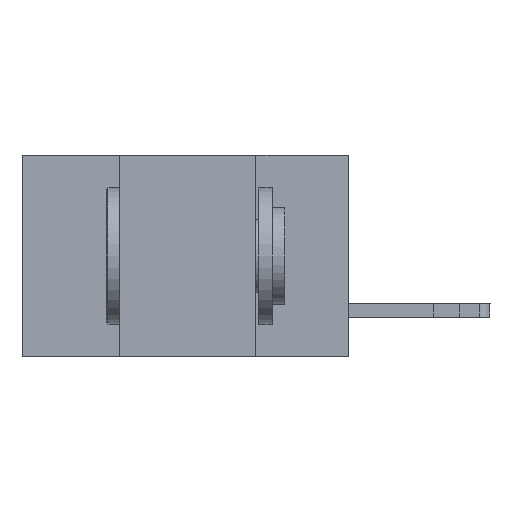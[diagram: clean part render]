
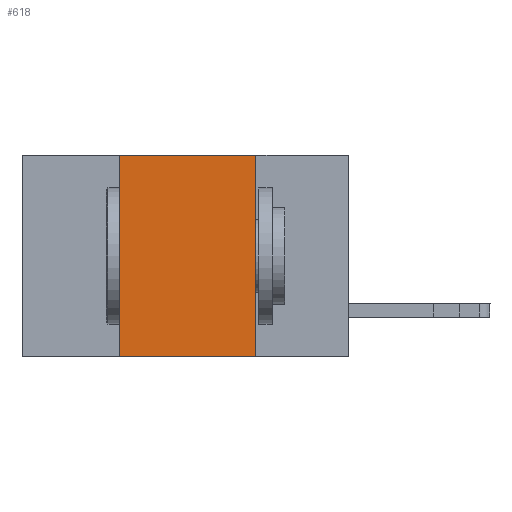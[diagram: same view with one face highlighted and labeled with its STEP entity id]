
A CAD part, left-side view. The second image highlights one B-rep face of the part: STEP entity #618.
In plain terms, the highlighted planar face has unit normal (-1, 0, 0).
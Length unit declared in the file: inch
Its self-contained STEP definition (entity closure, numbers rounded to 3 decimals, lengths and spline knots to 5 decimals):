
#575 = CARTESIAN_POINT ( 'NONE',  ( 0., 0.17, 0. ) ) ;
#597 = DIRECTION ( 'NONE',  ( 0., -1., 0. ) ) ;
#618 = ADVANCED_FACE ( 'NONE', ( #10687 ), #10536, .F. ) ;
#758 = ORIENTED_EDGE ( 'NONE', *, *, #3441, .F. ) ;
#1025 = CARTESIAN_POINT ( 'NONE',  ( 0., 0.42, 0. ) ) ;
#1541 = LINE ( 'NONE', #10638, #12530 ) ;
#1771 = DIRECTION ( 'NONE',  ( 0., -1., 0. ) ) ;
#2303 = ORIENTED_EDGE ( 'NONE', *, *, #9849, .F. ) ;
#2445 = CARTESIAN_POINT ( 'NONE',  ( 0., 0.17, -0.37 ) ) ;
#3441 = EDGE_CURVE ( 'NONE', #6833, #4264, #14034, .T. ) ;
#4211 = CARTESIAN_POINT ( 'NONE',  ( 0., 0.6, 0. ) ) ;
#4264 = VERTEX_POINT ( 'NONE', #2445 ) ;
#4505 = AXIS2_PLACEMENT_3D ( 'NONE', #4211, #9139, #6604 ) ;
#5195 = ORIENTED_EDGE ( 'NONE', *, *, #8989, .F. ) ;
#5637 = VECTOR ( 'NONE', #597, 39.37008 ) ;
#5827 = EDGE_CURVE ( 'NONE', #7436, #4264, #1541, .T. ) ;
#6107 = DIRECTION ( 'NONE',  ( 0., 0., 1. ) ) ;
#6458 = LINE ( 'NONE', #1025, #7638 ) ;
#6604 = DIRECTION ( 'NONE',  ( 0., 0., -1. ) ) ;
#6833 = VERTEX_POINT ( 'NONE', #12258 ) ;
#7436 = VERTEX_POINT ( 'NONE', #8152 ) ;
#7638 = VECTOR ( 'NONE', #6107, 39.37008 ) ;
#8152 = CARTESIAN_POINT ( 'NONE',  ( 0., 0.42, -0.37 ) ) ;
#8989 = EDGE_CURVE ( 'NONE', #7436, #11373, #6458, .T. ) ;
#9139 = DIRECTION ( 'NONE',  ( 1., 0., 0. ) ) ;
#9849 = EDGE_CURVE ( 'NONE', #11373, #6833, #16011, .T. ) ;
#9971 = EDGE_LOOP ( 'NONE', ( #758, #2303, #5195, #15791 ) ) ;
#10536 = PLANE ( 'NONE',  #4505 ) ;
#10638 = CARTESIAN_POINT ( 'NONE',  ( 0., 0.6, -0.37 ) ) ;
#10687 = FACE_OUTER_BOUND ( 'NONE', #9971, .T. ) ;
#11373 = VERTEX_POINT ( 'NONE', #15060 ) ;
#11989 = CARTESIAN_POINT ( 'NONE',  ( 0., 0.6, 0. ) ) ;
#12236 = VECTOR ( 'NONE', #15023, 39.37008 ) ;
#12258 = CARTESIAN_POINT ( 'NONE',  ( 0., 0.17, 0. ) ) ;
#12530 = VECTOR ( 'NONE', #1771, 39.37008 ) ;
#14034 = LINE ( 'NONE', #575, #12236 ) ;
#15023 = DIRECTION ( 'NONE',  ( 0., 0., -1. ) ) ;
#15060 = CARTESIAN_POINT ( 'NONE',  ( 0., 0.42, 0. ) ) ;
#15791 = ORIENTED_EDGE ( 'NONE', *, *, #5827, .T. ) ;
#16011 = LINE ( 'NONE', #11989, #5637 ) ;
